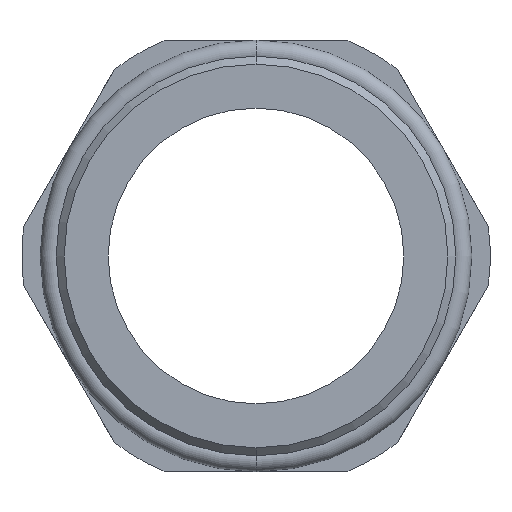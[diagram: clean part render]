
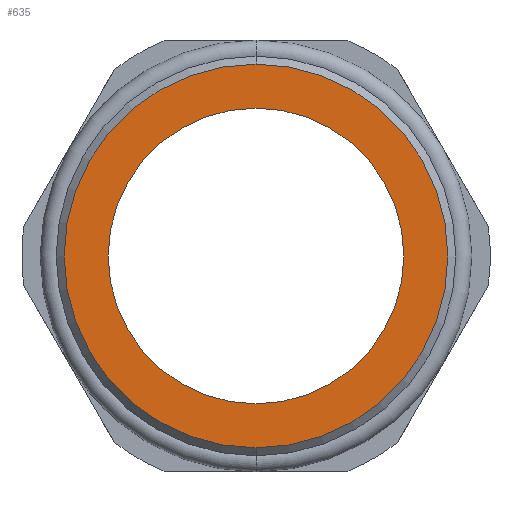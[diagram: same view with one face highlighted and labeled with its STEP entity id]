
A CAD part, front view. The second image highlights one B-rep face of the part: STEP entity #635.
In plain terms, the highlighted planar face has unit normal (0, -1, 0).
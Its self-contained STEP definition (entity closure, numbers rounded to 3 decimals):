
#27 = EDGE_CURVE ( 'NONE', #221, #244, #684, .T. ) ;
#31 = EDGE_CURVE ( 'NONE', #225, #264, #686, .T. ) ;
#46 = EDGE_CURVE ( 'NONE', #264, #225, #285, .T. ) ;
#89 = CARTESIAN_POINT ( 'NONE',  ( 0., -10., 0. ) ) ;
#90 = DIRECTION ( 'NONE',  ( 0., -1., 0. ) ) ;
#91 = DIRECTION ( 'NONE',  ( 0., 0., -1. ) ) ;
#221 = VERTEX_POINT ( 'NONE', #511 ) ;
#225 = VERTEX_POINT ( 'NONE', #515 ) ;
#244 = VERTEX_POINT ( 'NONE', #534 ) ;
#264 = VERTEX_POINT ( 'NONE', #554 ) ;
#285 = CIRCLE ( 'NONE', #460, 9.25 ) ;
#297 = CIRCLE ( 'NONE', #349, 12. ) ;
#349 = AXIS2_PLACEMENT_3D ( 'NONE', #89, #90, #91 ) ;
#371 = AXIS2_PLACEMENT_3D ( 'NONE', #575, #576, #577 ) ;
#374 = FACE_BOUND ( 'NONE', #844, .T. ) ;
#379 = FACE_OUTER_BOUND ( 'NONE', #843, .T. ) ;
#453 = AXIS2_PLACEMENT_3D ( 'NONE', #777, #784, #785 ) ;
#458 = AXIS2_PLACEMENT_3D ( 'NONE', #768, #772, #773 ) ;
#460 = AXIS2_PLACEMENT_3D ( 'NONE', #828, #829, #830 ) ;
#511 = CARTESIAN_POINT ( 'NONE',  ( 0., -10., -12. ) ) ;
#515 = CARTESIAN_POINT ( 'NONE',  ( 0., -10., -9.25 ) ) ;
#534 = CARTESIAN_POINT ( 'NONE',  ( 0., -10., 12. ) ) ;
#554 = CARTESIAN_POINT ( 'NONE',  ( 0., -10., 9.25 ) ) ;
#574 = PLANE ( 'NONE',  #371 ) ;
#575 = CARTESIAN_POINT ( 'NONE',  ( -12.5, -10., 0. ) ) ;
#576 = DIRECTION ( 'NONE',  ( 0., -1., 0. ) ) ;
#577 = DIRECTION ( 'NONE',  ( 0., 0., -1. ) ) ;
#635 = ADVANCED_FACE ( 'NONE', ( #379, #374 ), #574, .T. ) ;
#652 = EDGE_CURVE ( 'NONE', #244, #221, #297, .T. ) ;
#684 = CIRCLE ( 'NONE', #458, 12. ) ;
#686 = CIRCLE ( 'NONE', #453, 9.25 ) ;
#768 = CARTESIAN_POINT ( 'NONE',  ( 0., -10., 0. ) ) ;
#772 = DIRECTION ( 'NONE',  ( 0., -1., 0. ) ) ;
#773 = DIRECTION ( 'NONE',  ( 0., 0., -1. ) ) ;
#777 = CARTESIAN_POINT ( 'NONE',  ( 0., -10., 0. ) ) ;
#784 = DIRECTION ( 'NONE',  ( 0., 1., 0. ) ) ;
#785 = DIRECTION ( 'NONE',  ( 0., 0., 1. ) ) ;
#828 = CARTESIAN_POINT ( 'NONE',  ( 0., -10., 0. ) ) ;
#829 = DIRECTION ( 'NONE',  ( 0., 1., 0. ) ) ;
#830 = DIRECTION ( 'NONE',  ( 0., 0., 1. ) ) ;
#843 = EDGE_LOOP ( 'NONE', ( #952, #954 ) ) ;
#844 = EDGE_LOOP ( 'NONE', ( #951, #914 ) ) ;
#914 = ORIENTED_EDGE ( 'NONE', *, *, #31, .T. ) ;
#951 = ORIENTED_EDGE ( 'NONE', *, *, #46, .T. ) ;
#952 = ORIENTED_EDGE ( 'NONE', *, *, #652, .T. ) ;
#954 = ORIENTED_EDGE ( 'NONE', *, *, #27, .T. ) ;
